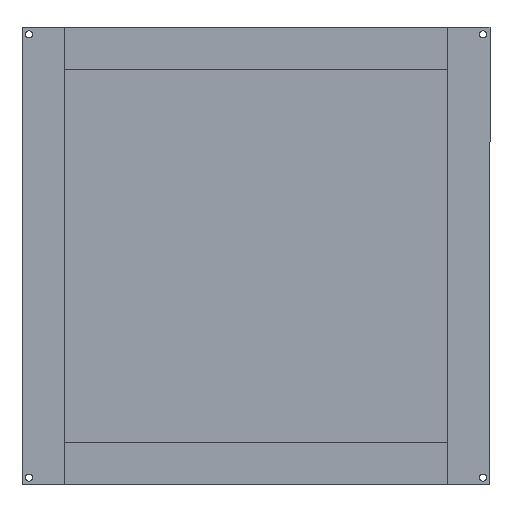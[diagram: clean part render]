
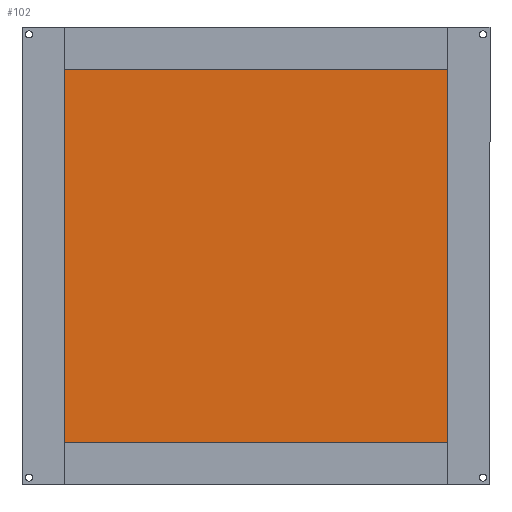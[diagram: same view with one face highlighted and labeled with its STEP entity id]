
A CAD part, top view. The second image highlights one B-rep face of the part: STEP entity #102.
In plain terms, the highlighted planar face has unit normal (0, 0, 1).
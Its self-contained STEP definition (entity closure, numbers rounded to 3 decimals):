
#63 = EDGE_LOOP ( 'NONE', ( #895, #176, #100, #96 ) ) ;
#70 = LINE ( 'NONE', #665, #111 ) ;
#96 = ORIENTED_EDGE ( 'NONE', *, *, #336, .F. ) ;
#100 = ORIENTED_EDGE ( 'NONE', *, *, #968, .F. ) ;
#102 = ADVANCED_FACE ( 'NONE', ( #185 ), #495, .F. ) ;
#111 = VECTOR ( 'NONE', #737, 1000. ) ;
#146 = DIRECTION ( 'NONE',  ( 1., 0., 0. ) ) ;
#176 = ORIENTED_EDGE ( 'NONE', *, *, #468, .F. ) ;
#185 = FACE_OUTER_BOUND ( 'NONE', #63, .T. ) ;
#192 = CARTESIAN_POINT ( 'NONE',  ( -282.5, -275., 0. ) ) ;
#236 = VERTEX_POINT ( 'NONE', #881 ) ;
#261 = DIRECTION ( 'NONE',  ( -1., 0., 0. ) ) ;
#266 = DIRECTION ( 'NONE',  ( 0., 0., -1. ) ) ;
#336 = EDGE_CURVE ( 'NONE', #746, #827, #380, .T. ) ;
#380 = LINE ( 'NONE', #966, #695 ) ;
#418 = CARTESIAN_POINT ( 'NONE',  ( 282.5, 275., 0. ) ) ;
#434 = VECTOR ( 'NONE', #478, 1000. ) ;
#449 = VECTOR ( 'NONE', #146, 1000. ) ;
#468 = EDGE_CURVE ( 'NONE', #236, #758, #859, .T. ) ;
#478 = DIRECTION ( 'NONE',  ( 0., -1., 0. ) ) ;
#495 = PLANE ( 'NONE',  #505 ) ;
#505 = AXIS2_PLACEMENT_3D ( 'NONE', #562, #266, #261 ) ;
#531 = LINE ( 'NONE', #561, #434 ) ;
#556 = EDGE_CURVE ( 'NONE', #758, #746, #531, .T. ) ;
#561 = CARTESIAN_POINT ( 'NONE',  ( 282.5, 275., 0. ) ) ;
#562 = CARTESIAN_POINT ( 'NONE',  ( 0., 0., 0. ) ) ;
#665 = CARTESIAN_POINT ( 'NONE',  ( -282.5, 275., 0. ) ) ;
#695 = VECTOR ( 'NONE', #821, 1000. ) ;
#718 = CARTESIAN_POINT ( 'NONE',  ( 282.5, -275., 0. ) ) ;
#737 = DIRECTION ( 'NONE',  ( 0., 1., 0. ) ) ;
#746 = VERTEX_POINT ( 'NONE', #718 ) ;
#758 = VERTEX_POINT ( 'NONE', #418 ) ;
#762 = CARTESIAN_POINT ( 'NONE',  ( 282.5, 275., 0. ) ) ;
#821 = DIRECTION ( 'NONE',  ( -1., 0., 0. ) ) ;
#827 = VERTEX_POINT ( 'NONE', #192 ) ;
#859 = LINE ( 'NONE', #762, #449 ) ;
#881 = CARTESIAN_POINT ( 'NONE',  ( -282.5, 275., 0. ) ) ;
#895 = ORIENTED_EDGE ( 'NONE', *, *, #556, .F. ) ;
#966 = CARTESIAN_POINT ( 'NONE',  ( 282.5, -275., 0. ) ) ;
#968 = EDGE_CURVE ( 'NONE', #827, #236, #70, .T. ) ;
